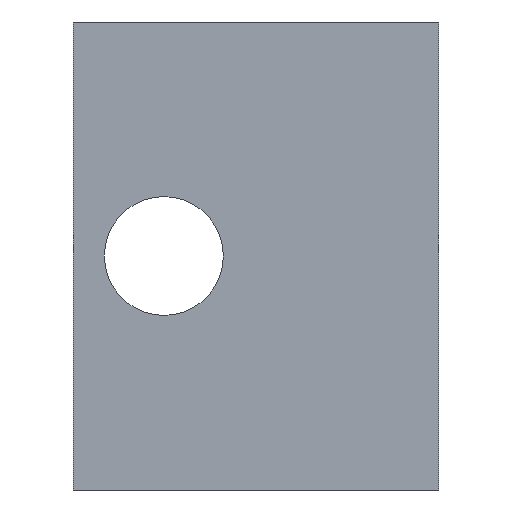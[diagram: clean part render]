
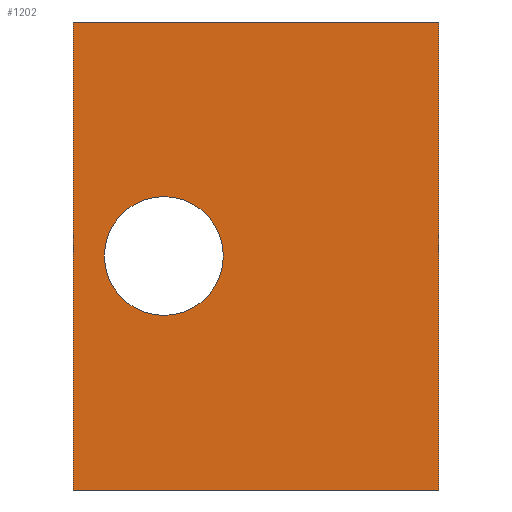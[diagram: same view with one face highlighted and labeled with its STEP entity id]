
A CAD part, front view. The second image highlights one B-rep face of the part: STEP entity #1202.
In plain terms, the highlighted planar face has unit normal (0, -1, 0).
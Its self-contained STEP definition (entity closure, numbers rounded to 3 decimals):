
#41=FACE_BOUND('',#271,.T.);
#187=FACE_OUTER_BOUND('',#270,.T.);
#270=EDGE_LOOP('',(#1106,#1107,#1108,#1109));
#271=EDGE_LOOP('',(#1110));
#328=LINE('',#1977,#416);
#341=LINE('',#2003,#429);
#357=LINE('',#2041,#445);
#360=LINE('',#2046,#448);
#416=VECTOR('',#1642,10.);
#429=VECTOR('',#1663,10.);
#445=VECTOR('',#1703,10.);
#448=VECTOR('',#1710,10.);
#519=CIRCLE('',#1350,10.16);
#612=VERTEX_POINT('',#1974);
#613=VERTEX_POINT('',#1976);
#622=VERTEX_POINT('',#2001);
#629=VERTEX_POINT('',#2028);
#632=VERTEX_POINT('',#2040);
#758=EDGE_CURVE('',#612,#613,#328,.T.);
#771=EDGE_CURVE('',#612,#622,#341,.T.);
#785=EDGE_CURVE('',#629,#629,#519,.T.);
#790=EDGE_CURVE('',#632,#613,#357,.T.);
#793=EDGE_CURVE('',#632,#622,#360,.T.);
#1106=ORIENTED_EDGE('',*,*,#771,.T.);
#1107=ORIENTED_EDGE('',*,*,#793,.F.);
#1108=ORIENTED_EDGE('',*,*,#790,.T.);
#1109=ORIENTED_EDGE('',*,*,#758,.F.);
#1110=ORIENTED_EDGE('',*,*,#785,.T.);
#1142=PLANE('',#1355);
#1202=ADVANCED_FACE('',(#187,#41),#1142,.T.);
#1350=AXIS2_PLACEMENT_3D('',#2030,#1691,#1692);
#1355=AXIS2_PLACEMENT_3D('',#2045,#1708,#1709);
#1642=DIRECTION('',(-1.,0.,0.));
#1663=DIRECTION('',(0.,0.,1.));
#1691=DIRECTION('center_axis',(0.,1.,0.));
#1692=DIRECTION('ref_axis',(1.,0.,0.));
#1703=DIRECTION('',(0.,0.,-1.));
#1708=DIRECTION('center_axis',(0.,-1.,0.));
#1709=DIRECTION('ref_axis',(1.,0.,0.));
#1710=DIRECTION('',(1.,0.,0.));
#1974=CARTESIAN_POINT('',(47.,58.,-40.));
#1976=CARTESIAN_POINT('',(-15.5,58.,-40.));
#1977=CARTESIAN_POINT('',(47.,58.,-40.));
#2001=CARTESIAN_POINT('',(47.,58.,40.));
#2003=CARTESIAN_POINT('',(47.,58.,0.));
#2028=CARTESIAN_POINT('',(-10.16,58.,0.));
#2030=CARTESIAN_POINT('Origin',(0.,58.,0.));
#2040=CARTESIAN_POINT('',(-15.5,58.,40.));
#2041=CARTESIAN_POINT('',(-15.5,58.,0.));
#2045=CARTESIAN_POINT('Origin',(-15.5,58.,0.));
#2046=CARTESIAN_POINT('',(47.,58.,40.));
